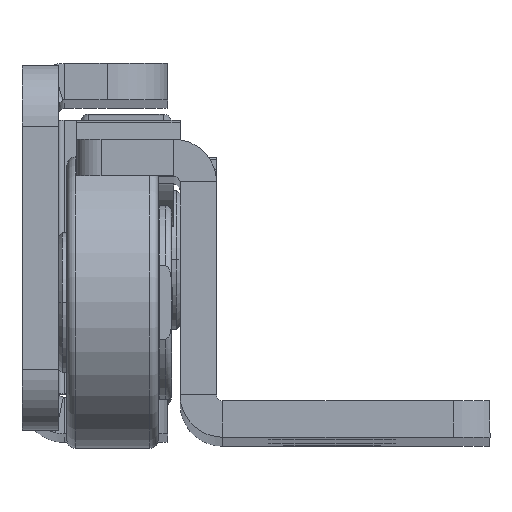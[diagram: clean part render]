
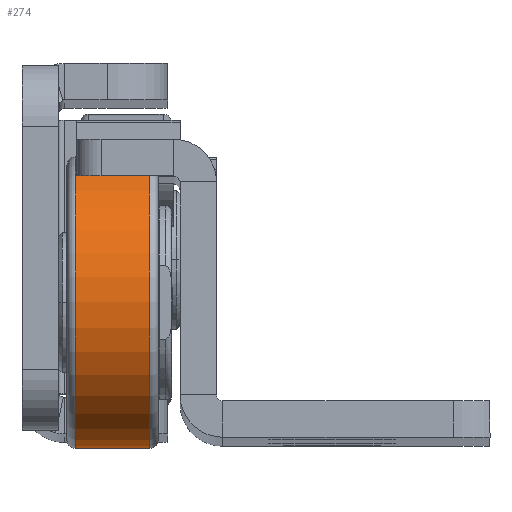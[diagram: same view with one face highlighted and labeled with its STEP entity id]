
A CAD part, top view. The second image highlights one B-rep face of the part: STEP entity #274.
In plain terms, the highlighted cylindrical face has radius 12 mm (diameter 24 mm), a partial arc.
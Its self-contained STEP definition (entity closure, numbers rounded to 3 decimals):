
#274 = ADVANCED_FACE ( 'NONE', ( #2435 ), #1587, .T. ) ;
#305 = CARTESIAN_POINT ( 'NONE',  ( -3.75, 0., 0. ) ) ;
#376 = DIRECTION ( 'NONE',  ( 0., -1., 0. ) ) ;
#416 = LINE ( 'NONE', #14144, #7268 ) ;
#1240 = AXIS2_PLACEMENT_3D ( 'NONE', #305, #10847, #376 ) ;
#1471 = VECTOR ( 'NONE', #14516, 1000. ) ;
#1587 = CYLINDRICAL_SURFACE ( 'NONE', #1240, 12. ) ;
#2213 = EDGE_CURVE ( 'NONE', #3538, #3791, #416, .T. ) ;
#2334 = EDGE_LOOP ( 'NONE', ( #13717, #4892, #7473, #4072 ) ) ;
#2416 = CARTESIAN_POINT ( 'NONE',  ( 3.05, 0., 0. ) ) ;
#2435 = FACE_OUTER_BOUND ( 'NONE', #2334, .T. ) ;
#2653 = CIRCLE ( 'NONE', #11134, 12. ) ;
#2843 = AXIS2_PLACEMENT_3D ( 'NONE', #5905, #3632, #8235 ) ;
#2946 = VERTEX_POINT ( 'NONE', #7401 ) ;
#3538 = VERTEX_POINT ( 'NONE', #9096 ) ;
#3549 = DIRECTION ( 'NONE',  ( 0., -1., 0. ) ) ;
#3632 = DIRECTION ( 'NONE',  ( 1., 0., 0. ) ) ;
#3791 = VERTEX_POINT ( 'NONE', #8315 ) ;
#4072 = ORIENTED_EDGE ( 'NONE', *, *, #6488, .T. ) ;
#4892 = ORIENTED_EDGE ( 'NONE', *, *, #9619, .T. ) ;
#5033 = LINE ( 'NONE', #9881, #1471 ) ;
#5905 = CARTESIAN_POINT ( 'NONE',  ( -3.05, 0., 0. ) ) ;
#6338 = DIRECTION ( 'NONE',  ( -1., 0., 0. ) ) ;
#6488 = EDGE_CURVE ( 'NONE', #9768, #3791, #9860, .T. ) ;
#6913 = CARTESIAN_POINT ( 'NONE',  ( -3.05, -12., 0. ) ) ;
#7268 = VECTOR ( 'NONE', #8443, 1000. ) ;
#7401 = CARTESIAN_POINT ( 'NONE',  ( 3.05, -12., 0. ) ) ;
#7473 = ORIENTED_EDGE ( 'NONE', *, *, #10611, .T. ) ;
#8235 = DIRECTION ( 'NONE',  ( 0., 1., 0. ) ) ;
#8315 = CARTESIAN_POINT ( 'NONE',  ( -3.05, 12., 0. ) ) ;
#8443 = DIRECTION ( 'NONE',  ( -1., 0., 0. ) ) ;
#9096 = CARTESIAN_POINT ( 'NONE',  ( 3.05, 12., 0. ) ) ;
#9619 = EDGE_CURVE ( 'NONE', #3538, #2946, #2653, .T. ) ;
#9768 = VERTEX_POINT ( 'NONE', #6913 ) ;
#9860 = CIRCLE ( 'NONE', #2843, 12. ) ;
#9881 = CARTESIAN_POINT ( 'NONE',  ( -3.75, -12., 0. ) ) ;
#10611 = EDGE_CURVE ( 'NONE', #2946, #9768, #5033, .T. ) ;
#10847 = DIRECTION ( 'NONE',  ( -1., 0., 0. ) ) ;
#11134 = AXIS2_PLACEMENT_3D ( 'NONE', #2416, #6338, #3549 ) ;
#13717 = ORIENTED_EDGE ( 'NONE', *, *, #2213, .F. ) ;
#14144 = CARTESIAN_POINT ( 'NONE',  ( -3.75, 12., 0. ) ) ;
#14516 = DIRECTION ( 'NONE',  ( -1., 0., 0. ) ) ;
